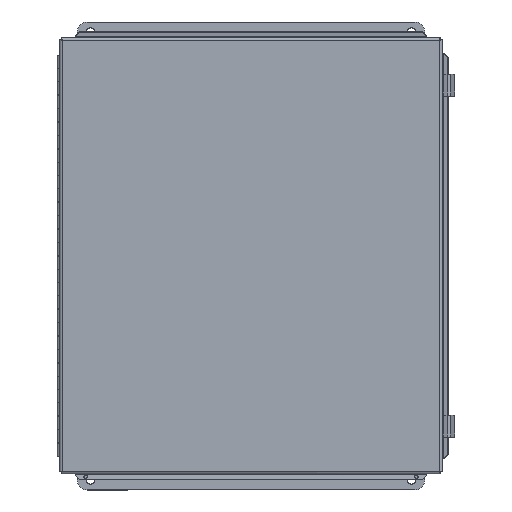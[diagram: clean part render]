
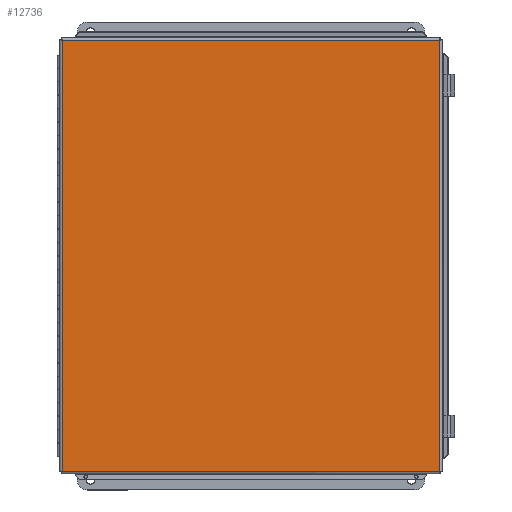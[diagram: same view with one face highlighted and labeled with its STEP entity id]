
A CAD part, top view. The second image highlights one B-rep face of the part: STEP entity #12736.
In plain terms, the highlighted face is planar.
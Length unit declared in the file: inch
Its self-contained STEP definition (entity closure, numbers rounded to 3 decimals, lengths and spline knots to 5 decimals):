
#12055=CARTESIAN_POINT('',(14.21675,0.09325,0.));
#12056=VERTEX_POINT('',#12055);
#12067=CARTESIAN_POINT('',(14.21675,16.21675,0.));
#12068=VERTEX_POINT('',#12067);
#12069=CARTESIAN_POINT('',(14.21675,16.21675,0.));
#12070=DIRECTION('',(0.0,-1.0,0.0));
#12071=VECTOR('',#12070,16.1235);
#12072=LINE('',#12069,#12071);
#12073=EDGE_CURVE('',#12068,#12056,#12072,.T.);
#12233=CARTESIAN_POINT('',(0.09325,0.09325,0.));
#12234=VERTEX_POINT('',#12233);
#12245=CARTESIAN_POINT('',(14.21675,0.09325,0.));
#12246=DIRECTION('',(-1.0,0.0,0.0));
#12247=VECTOR('',#12246,14.1235);
#12248=LINE('',#12245,#12247);
#12249=EDGE_CURVE('',#12056,#12234,#12248,.T.);
#12402=CARTESIAN_POINT('',(0.09325,16.21675,0.));
#12403=VERTEX_POINT('',#12402);
#12414=CARTESIAN_POINT('',(0.09325,0.09325,0.));
#12415=DIRECTION('',(0.0,1.0,0.0));
#12416=VECTOR('',#12415,16.1235);
#12417=LINE('',#12414,#12416);
#12418=EDGE_CURVE('',#12234,#12403,#12417,.T.);
#12581=CARTESIAN_POINT('',(0.09325,16.21675,0.));
#12582=DIRECTION('',(1.0,0.0,0.0));
#12583=VECTOR('',#12582,14.1235);
#12584=LINE('',#12581,#12583);
#12585=EDGE_CURVE('',#12403,#12068,#12584,.T.);
#12725=CARTESIAN_POINT('',(7.155,8.155,0.));
#12726=DIRECTION('',(0.0,0.0,1.0));
#12727=DIRECTION('',(1.0,0.0,0.0));
#12728=AXIS2_PLACEMENT_3D('',#12725,#12726,#12727);
#12729=PLANE('',#12728);
#12730=ORIENTED_EDGE('',*,*,#12073,.T.);
#12731=ORIENTED_EDGE('',*,*,#12249,.T.);
#12732=ORIENTED_EDGE('',*,*,#12418,.T.);
#12733=ORIENTED_EDGE('',*,*,#12585,.T.);
#12734=EDGE_LOOP('',(#12730,#12731,#12732,#12733));
#12735=FACE_OUTER_BOUND('',#12734,.T.);
#12736=ADVANCED_FACE('',(#12735),#12729,.F.);
